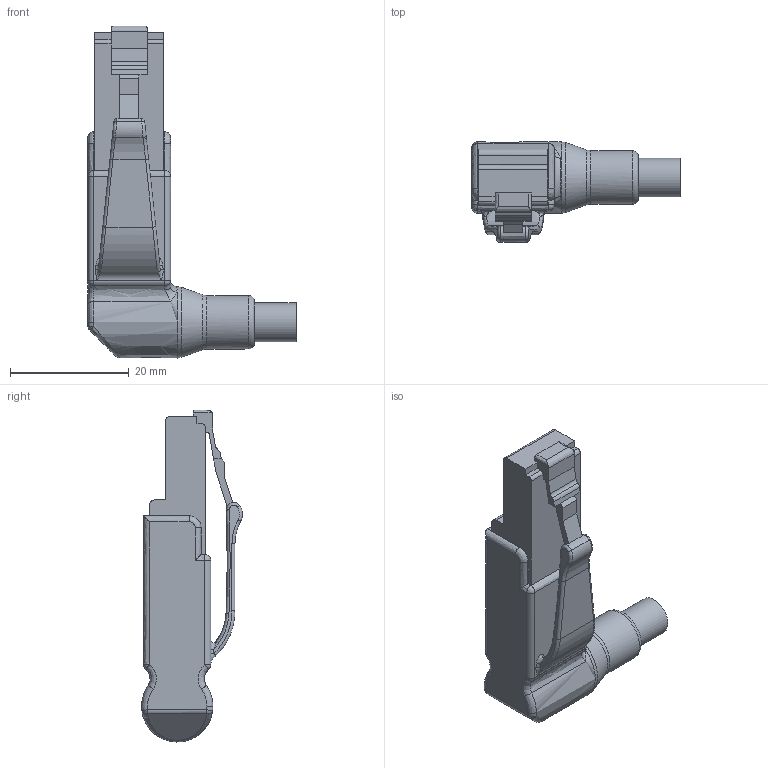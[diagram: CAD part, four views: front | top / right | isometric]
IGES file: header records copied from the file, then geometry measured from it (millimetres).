
Global section: file name: RJ-I_IP20_angled-pos0-overmoulded-plug_4contacts.igs; preprocessor: I-DEAS 3D IGES Translator 10; date: 20060518.104436; units: millimetre
Bounding box: 35 x 16.95 x 55.8 mm (x, y, z)
Volume: 8604.4 mm3; surface area: 3815.2 mm2
Topology: 1 solids, 1 shells, 244 faces, 626 edges, 392 vertices
Faces by surface type: bspline 244
